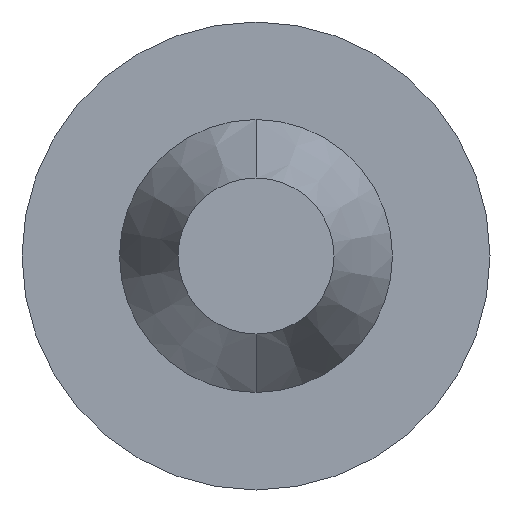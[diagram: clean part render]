
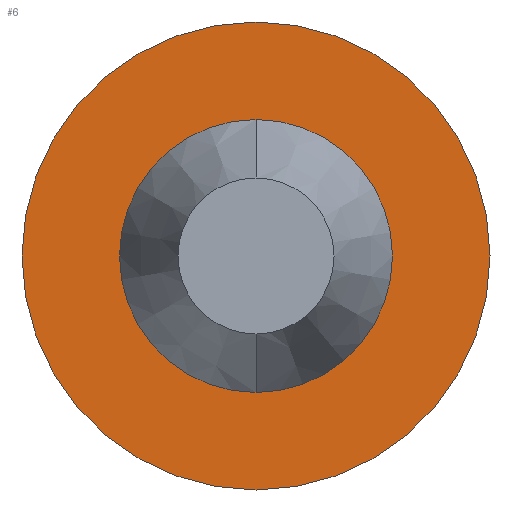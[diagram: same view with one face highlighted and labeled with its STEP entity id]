
A CAD part, front view. The second image highlights one B-rep face of the part: STEP entity #6.
In plain terms, the highlighted planar face has unit normal (0, -1, 0).
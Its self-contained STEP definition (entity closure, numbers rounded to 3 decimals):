
#2 = EDGE_LOOP ( 'NONE', ( #23, #34 ) ) ;
#6 = ADVANCED_FACE ( 'NONE', ( #289, #288 ), #287, .T. ) ;
#9 = VERTEX_POINT ( 'NONE', #290 ) ;
#10 = EDGE_CURVE ( 'NONE', #9, #13, #295, .T. ) ;
#12 = VERTEX_POINT ( 'NONE', #259 ) ;
#13 = VERTEX_POINT ( 'NONE', #258 ) ;
#20 = VERTEX_POINT ( 'NONE', #281 ) ;
#22 = ORIENTED_EDGE ( 'NONE', *, *, #10, .F. ) ;
#23 = ORIENTED_EDGE ( 'NONE', *, *, #35, .T. ) ;
#24 = EDGE_CURVE ( 'NONE', #13, #9, #147, .T. ) ;
#27 = EDGE_CURVE ( 'NONE', #12, #20, #135, .T. ) ;
#34 = ORIENTED_EDGE ( 'NONE', *, *, #27, .T. ) ;
#35 = EDGE_CURVE ( 'NONE', #20, #12, #126, .T. ) ;
#42 = EDGE_LOOP ( 'NONE', ( #22, #43 ) ) ;
#43 = ORIENTED_EDGE ( 'NONE', *, *, #24, .F. ) ;
#122 = DIRECTION ( 'NONE',  ( 0., 0., 1. ) ) ;
#123 = DIRECTION ( 'NONE',  ( 0., 1., 0. ) ) ;
#124 = CARTESIAN_POINT ( 'NONE',  ( 0., -3., 0. ) ) ;
#125 = AXIS2_PLACEMENT_3D ( 'NONE', #124, #123, #122 ) ;
#126 = CIRCLE ( 'NONE', #125, 2.5 ) ;
#132 = DIRECTION ( 'NONE',  ( 0., 0., 1. ) ) ;
#133 = DIRECTION ( 'NONE',  ( 0., 1., 0. ) ) ;
#134 = AXIS2_PLACEMENT_3D ( 'NONE', #140, #133, #132 ) ;
#135 = CIRCLE ( 'NONE', #134, 2.5 ) ;
#140 = CARTESIAN_POINT ( 'NONE',  ( 0., -3., 0. ) ) ;
#143 = DIRECTION ( 'NONE',  ( 0., 0., 1. ) ) ;
#144 = DIRECTION ( 'NONE',  ( 0., 1., 0. ) ) ;
#145 = CARTESIAN_POINT ( 'NONE',  ( 0., -3., 0. ) ) ;
#146 = AXIS2_PLACEMENT_3D ( 'NONE', #145, #144, #143 ) ;
#147 = CIRCLE ( 'NONE', #146, 6. ) ;
#258 = CARTESIAN_POINT ( 'NONE',  ( 0., -3., -6. ) ) ;
#259 = CARTESIAN_POINT ( 'NONE',  ( 0., -3., -2.5 ) ) ;
#260 = DIRECTION ( 'NONE',  ( 0., 0., -1. ) ) ;
#261 = DIRECTION ( 'NONE',  ( 0., -1., 0. ) ) ;
#262 = CARTESIAN_POINT ( 'NONE',  ( -6., -3., 0. ) ) ;
#263 = AXIS2_PLACEMENT_3D ( 'NONE', #262, #261, #260 ) ;
#281 = CARTESIAN_POINT ( 'NONE',  ( 0., -3., 2.5 ) ) ;
#287 = PLANE ( 'NONE',  #263 ) ;
#288 = FACE_OUTER_BOUND ( 'NONE', #42, .T. ) ;
#289 = FACE_BOUND ( 'NONE', #2, .T. ) ;
#290 = CARTESIAN_POINT ( 'NONE',  ( 0., -3., 6. ) ) ;
#291 = DIRECTION ( 'NONE',  ( 0., 0., 1. ) ) ;
#292 = DIRECTION ( 'NONE',  ( 0., 1., 0. ) ) ;
#293 = CARTESIAN_POINT ( 'NONE',  ( 0., -3., 0. ) ) ;
#294 = AXIS2_PLACEMENT_3D ( 'NONE', #293, #292, #291 ) ;
#295 = CIRCLE ( 'NONE', #294, 6. ) ;
